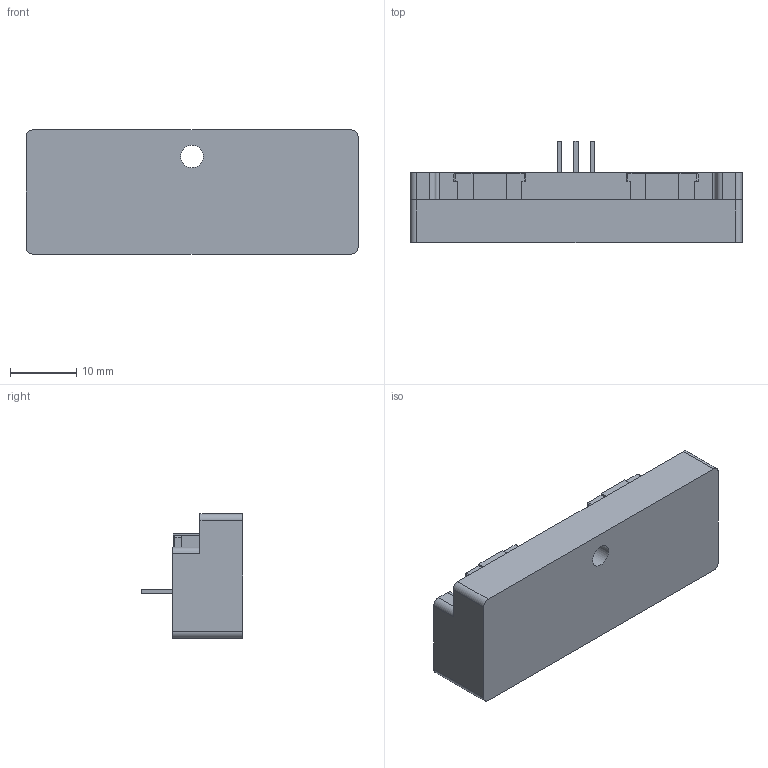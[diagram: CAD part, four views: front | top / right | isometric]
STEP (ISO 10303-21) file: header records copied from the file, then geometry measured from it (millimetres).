
FILE_DESCRIPTION(/* description */ ('STEP AP214'),/* implementation_level */ '2;1');
FILE_NAME(/* name */ '8109877_NEFV-V13-XX4G3-T1G3',/* time_stamp */ '2024-09-12T22:23:11+02:00',/* author */ ('License CC BY-ND 4.0'),/* organization */ ('CADENAS'),/* preprocessor_version */ 'ST-DEVELOPER v19.3',/* originating_system */ 'PARTsolutions',/* authorisation */ ' ');
FILE_SCHEMA (('AUTOMOTIVE_DESIGN {1 0 10303 214 3 1 1}'));
Length unit declared in the file: millimetre
Products named in the file (1): 8109877 NEFV-V13-XX4G3-T1G3---(high)
Bounding box: 50 x 15.3 x 18.7 mm (x, y, z)
Volume: 8001.8 mm3; surface area: 4175.6 mm2
Topology: 1 solids, 1 shells, 158 faces, 427 edges, 282 vertices
Faces by surface type: plane 117, cylinder 41
Full cylindrical faces by diameter (mm): 3.4 x1
Entity records: 6051 total; most frequent: CARTESIAN_POINT 867, ORIENTED_EDGE 852, DIRECTION 818, EDGE_CURVE 426, LINE 352, VECTOR 352, VERTEX_POINT 282, AXIS2_PLACEMENT_3D 233
